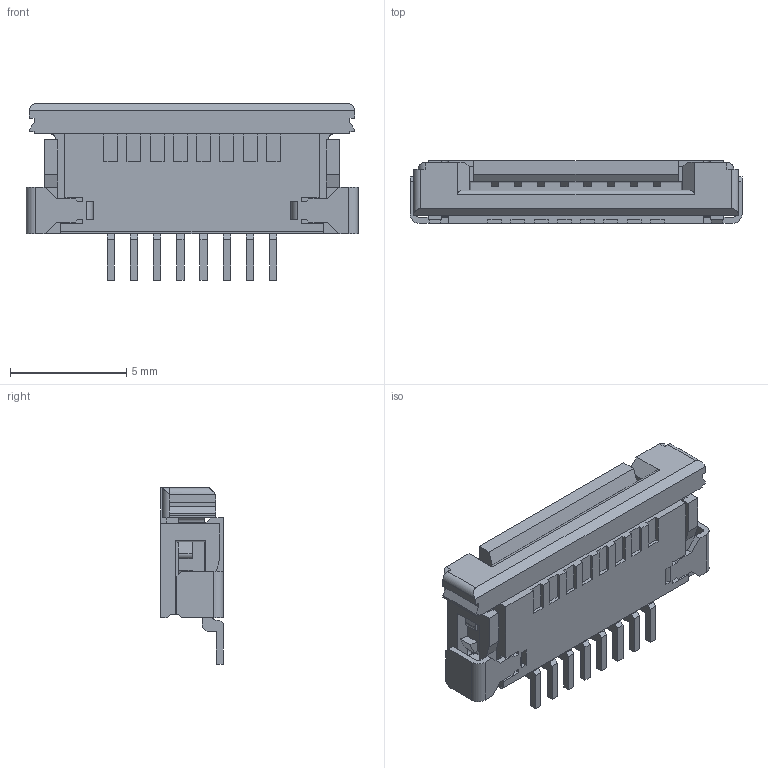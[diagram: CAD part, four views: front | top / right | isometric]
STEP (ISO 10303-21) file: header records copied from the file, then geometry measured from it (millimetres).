
FILE_DESCRIPTION((''),'2;1');
FILE_NAME('522070833','2019-03-15T',('gga'),(''),'PRO/ENGINEER BY PARAMETRIC TECHNOLOGY CORPORATION, 2016010','PRO/ENGINEER BY PARAMETRIC TECHNOLOGY CORPORATION, 2016010','');
FILE_SCHEMA(('CONFIG_CONTROL_DESIGN'));
Length unit declared in the file: millimetre
Products named in the file (1): 522070833
Bounding box: 14.3 x 2.7 x 7.6 mm (x, y, z)
Volume: 157.6 mm3; surface area: 509.9 mm2
Topology: 1 solids, 1 shells, 474 faces, 1459 edges, 972 vertices
Faces by surface type: plane 427, cylinder 47
Entity records: 16062 total; most frequent: CARTESIAN_POINT 2910, ORIENTED_EDGE 2838, DIRECTION 2493, EDGE_CURVE 1419, VECTOR 1363, LINE 1363, VERTEX_POINT 932, AXIS2_PLACEMENT_3D 565
